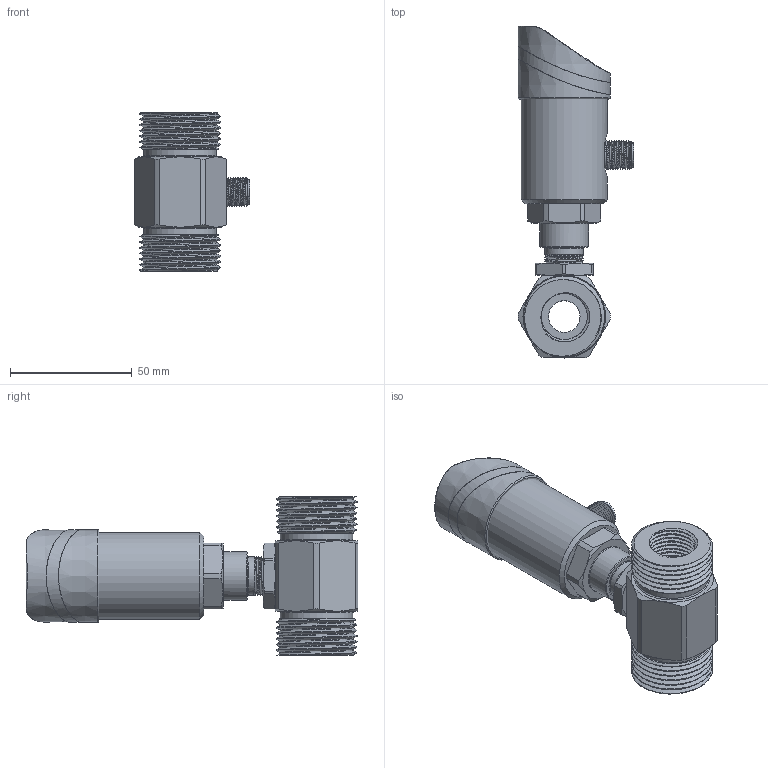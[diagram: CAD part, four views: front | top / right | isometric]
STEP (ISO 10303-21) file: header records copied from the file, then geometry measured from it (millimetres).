
FILE_DESCRIPTION(/* description */ (''),/* implementation_level */ '2;1');
FILE_NAME(/* name */ 'FS510-012-G34M 12口径外螺纹连接.stp',/* time_stamp */ '2023-06-01T13:36:22+08:00',/* author */ (''),/* organization */ (''),/* preprocessor_version */ 'ST-DEVELOPER v16',/* originating_system */ 'SIEMENS PLM Software NX 10.0',/* authorisation */ '');
FILE_SCHEMA (('CONFIG_CONTROL_DESIGN'));
Length unit declared in the file: millimetre
Products named in the file (1): 500系列接头
Bounding box: 47.7 x 136.5 x 65 mm (x, y, z)
Volume: 105120.1 mm3; surface area: 43074.4 mm2
Topology: 5 solids, 6 shells, 756 faces, 1955 edges, 1275 vertices
Faces by surface type: plane 279, cylinder 142, extrusion 141, cone 83, bspline 66, torus 34, sphere 11
Full cylindrical faces by diameter (mm): 1.689 x1, 2.7 x3, 12 x1, 13 x1, 15.9 x1, 16 x1, 16.5 x1, 20 x1, 23 x3, 26 x5, 29.9 x2, 35.5 x1, 37.001 x1
Entity records: 39796 total; most frequent: CARTESIAN_POINT 23164, ORIENTED_EDGE 3742, DIRECTION 2712, EDGE_CURVE 1871, VERTEX_POINT 1244, AXIS2_PLACEMENT_3D 982, B_SPLINE_CURVE_WITH_KNOTS 952, EDGE_LOOP 879
